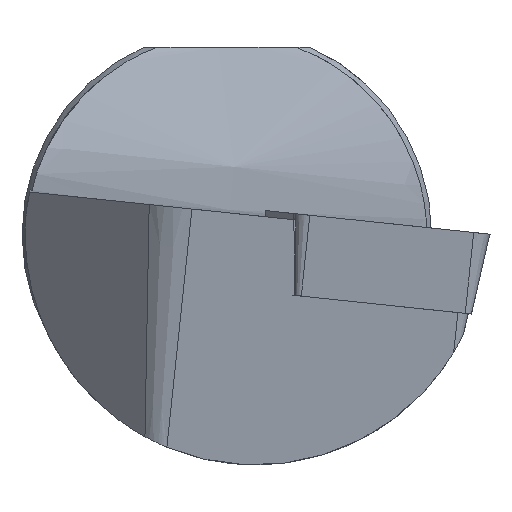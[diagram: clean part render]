
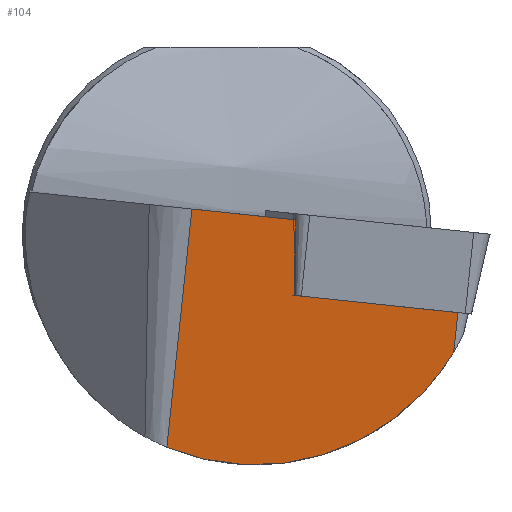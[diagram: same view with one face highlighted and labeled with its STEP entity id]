
A CAD part, left-side view. The second image highlights one B-rep face of the part: STEP entity #104.
In plain terms, the highlighted planar face has unit normal (-0.993, 0.013, -0.121).
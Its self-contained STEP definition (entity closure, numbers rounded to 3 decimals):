
#60=ELLIPSE('',#635,11.334,11.25);
#104=ADVANCED_FACE('',(#154),#133,.T.);
#133=PLANE('',#636);
#154=FACE_OUTER_BOUND('',#186,.T.);
#186=EDGE_LOOP('',(#283,#284,#285,#286,#287,#288));
#283=ORIENTED_EDGE('',*,*,#480,.F.);
#284=ORIENTED_EDGE('',*,*,#481,.F.);
#285=ORIENTED_EDGE('',*,*,#482,.T.);
#286=ORIENTED_EDGE('',*,*,#483,.T.);
#287=ORIENTED_EDGE('',*,*,#484,.F.);
#288=ORIENTED_EDGE('',*,*,#485,.F.);
#417=VERTEX_POINT('',#901);
#418=VERTEX_POINT('',#902);
#419=VERTEX_POINT('',#904);
#420=VERTEX_POINT('',#906);
#421=VERTEX_POINT('',#908);
#422=VERTEX_POINT('',#910);
#480=EDGE_CURVE('',#417,#418,#552,.T.);
#481=EDGE_CURVE('',#419,#417,#553,.T.);
#482=EDGE_CURVE('',#419,#420,#554,.T.);
#483=EDGE_CURVE('',#420,#421,#60,.T.);
#484=EDGE_CURVE('',#422,#421,#555,.T.);
#485=EDGE_CURVE('',#418,#422,#556,.T.);
#552=LINE('',#900,#593);
#553=LINE('',#903,#594);
#554=LINE('',#905,#595);
#555=LINE('',#909,#596);
#556=LINE('',#911,#597);
#593=VECTOR('',#733,1.);
#594=VECTOR('',#734,1.);
#595=VECTOR('',#735,1.);
#596=VECTOR('',#738,1.);
#597=VECTOR('',#739,1.);
#635=AXIS2_PLACEMENT_3D('',#907,#736,#737);
#636=AXIS2_PLACEMENT_3D('',#912,#740,#741);
#733=DIRECTION('',(0.121,0.002,-0.993));
#734=DIRECTION('',(0.,-0.995,-0.105));
#735=DIRECTION('',(0.122,0.104,-0.987));
#736=DIRECTION('',(-0.993,0.013,-0.121));
#737=DIRECTION('',(0.122,0.104,-0.987));
#738=DIRECTION('',(0.122,0.104,-0.987));
#739=DIRECTION('',(0.,-0.995,-0.105));
#740=DIRECTION('',(-0.993,0.013,-0.121));
#741=DIRECTION('',(-0.121,0.,0.993));
#900=CARTESIAN_POINT('',(0.203,-3.362,0.167));
#901=CARTESIAN_POINT('',(0.137,-3.363,0.711));
#902=CARTESIAN_POINT('',(0.587,-3.355,-2.978));
#903=CARTESIAN_POINT('',(0.137,-11.665,-0.161));
#904=CARTESIAN_POINT('',(0.137,1.708,1.244));
#905=CARTESIAN_POINT('',(0.1,1.677,1.543));
#906=CARTESIAN_POINT('',(1.572,2.93,-10.383));
#907=CARTESIAN_POINT('',(0.249,-1.4,0.));
#908=CARTESIAN_POINT('',(0.825,-11.079,-5.734));
#909=CARTESIAN_POINT('',(0.1,-11.696,0.137));
#910=CARTESIAN_POINT('',(0.587,-11.281,-3.811));
#911=CARTESIAN_POINT('',(0.587,-11.281,-3.811));
#912=CARTESIAN_POINT('',(0.1,-11.696,0.137));
